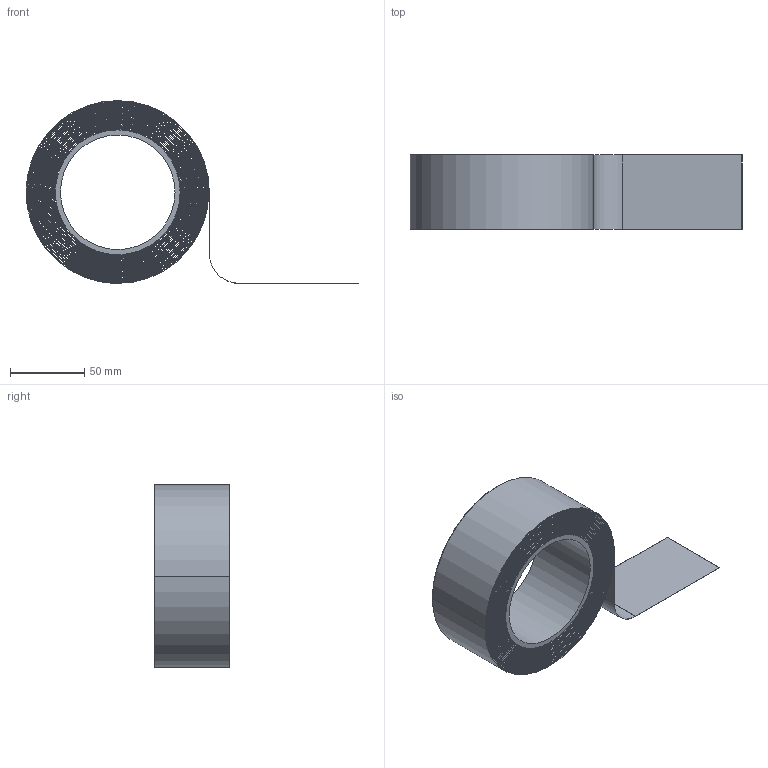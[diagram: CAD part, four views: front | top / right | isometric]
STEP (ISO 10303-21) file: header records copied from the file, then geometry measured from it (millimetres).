
FILE_DESCRIPTION(/* description */ ('Unknown','CAx-IF Rec.Pracs.---Representation and Presentation of Product Manufacturing Information (PMI)---4.0---2014-10-13','CAx-IF Rec.Pracs.---3D Tessellated Geometry---0.4---2014-09-14','2;1'),/* implementation_level */ '2;1');
FILE_NAME(/* name */ '371100',/* time_stamp */ '2022-07-28T11:44:02+08:00',/* author */ ('Unknown'),/* organization */ ('Unknown'),/* preprocessor_version */ 'ST-DEVELOPER v16.7',/* originating_system */ 'Solid Edge',/* authorisation */ 'Unknown');
FILE_SCHEMA (('AP242_MANAGED_MODEL_BASED_3D_ENGINEERING_MIM_LF { 1 0 10303 442 1 1 4 }'));
Products named in the file (8): 371100; Adhesive; EMI Absorber Sheet; PET; Aluminum Foil; Removal Film; Rolle; Released Tape
Assembly tree (7 placements, depth 2):
  371100
    Adhesive
    EMI Absorber Sheet
    PET
    Aluminum Foil
    Removal Film
    Rolle
    Released Tape
Bounding box: 223.1 x 50 x 122.88 mm (x, y, z)
Volume: 118858.1 mm3; surface area: 9777634.8 mm2
Topology: 7 solids, 7 shells, 1252 faces, 3714 edges, 2476 vertices
Faces by surface type: cylinder 614, bspline 588, plane 50
Full cylindrical faces by diameter (mm): 77 x1, 83.98 x1
Entity records: 78881 total; most frequent: CARTESIAN_POINT 48020, ORIENTED_EDGE 7424, DIRECTION 5108, EDGE_CURVE 3712, VERTEX_POINT 2476, AXIS2_PLACEMENT_3D 1900, LINE 1308, VECTOR 1308
